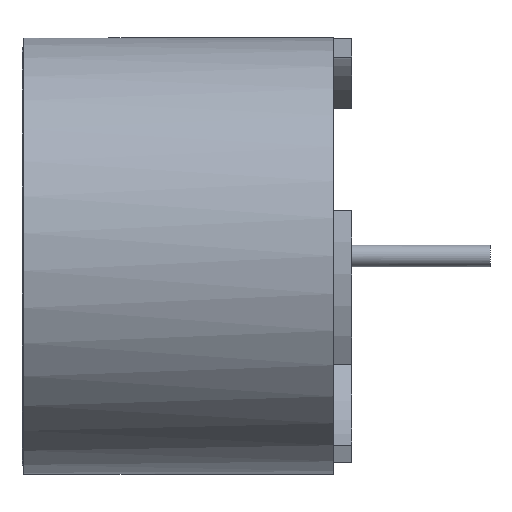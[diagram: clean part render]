
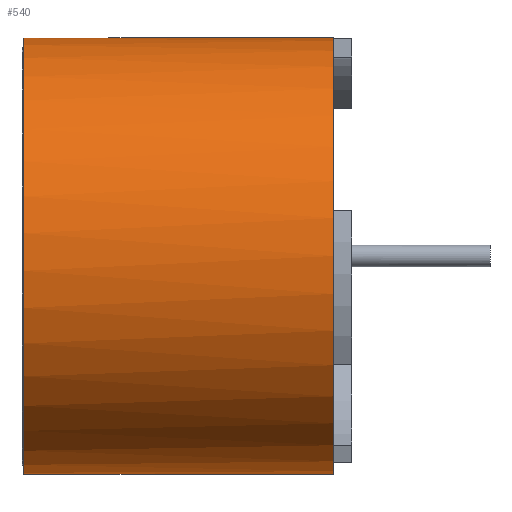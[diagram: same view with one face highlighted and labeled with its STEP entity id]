
A CAD part, left-side view. The second image highlights one B-rep face of the part: STEP entity #540.
In plain terms, the highlighted cylindrical face has radius 6 mm (diameter 12 mm), a full revolution.
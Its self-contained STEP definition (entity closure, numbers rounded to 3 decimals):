
#21=CYLINDRICAL_SURFACE('',#609,6.);
#42=FACE_OUTER_BOUND('',#80,.T.);
#80=EDGE_LOOP('',(#357,#358,#359,#360,#361,#362));
#114=CIRCLE('',#598,6.);
#116=CIRCLE('',#601,6.);
#124=CIRCLE('',#610,6.);
#125=CIRCLE('',#611,6.);
#149=LINE('',#859,#188);
#188=VECTOR('',#693,6.);
#220=VERTEX_POINT('',#821);
#221=VERTEX_POINT('',#823);
#223=VERTEX_POINT('',#829);
#237=VERTEX_POINT('',#858);
#268=EDGE_CURVE('',#220,#221,#114,.T.);
#271=EDGE_CURVE('',#223,#223,#116,.T.);
#285=EDGE_CURVE('',#223,#237,#149,.T.);
#286=EDGE_CURVE('',#221,#237,#124,.T.);
#287=EDGE_CURVE('',#237,#220,#125,.T.);
#357=ORIENTED_EDGE('',*,*,#271,.T.);
#358=ORIENTED_EDGE('',*,*,#285,.T.);
#359=ORIENTED_EDGE('',*,*,#286,.F.);
#360=ORIENTED_EDGE('',*,*,#268,.F.);
#361=ORIENTED_EDGE('',*,*,#287,.F.);
#362=ORIENTED_EDGE('',*,*,#285,.F.);
#540=ADVANCED_FACE('',(#42),#21,.T.);
#598=AXIS2_PLACEMENT_3D('',#824,#662,#663);
#601=AXIS2_PLACEMENT_3D('',#830,#669,#670);
#609=AXIS2_PLACEMENT_3D('',#857,#691,#692);
#610=AXIS2_PLACEMENT_3D('',#860,#694,#695);
#611=AXIS2_PLACEMENT_3D('',#861,#696,#697);
#662=DIRECTION('center_axis',(0.,1.,0.));
#663=DIRECTION('ref_axis',(-1.,0.,0.));
#669=DIRECTION('center_axis',(0.,1.,0.));
#670=DIRECTION('ref_axis',(-1.,0.,0.));
#691=DIRECTION('center_axis',(0.,-1.,0.));
#692=DIRECTION('ref_axis',(-1.,0.,0.));
#693=DIRECTION('',(0.,1.,0.));
#694=DIRECTION('center_axis',(0.,1.,0.));
#695=DIRECTION('ref_axis',(-1.,0.,0.));
#696=DIRECTION('center_axis',(0.,1.,0.));
#697=DIRECTION('ref_axis',(-1.,0.,0.));
#821=CARTESIAN_POINT('',(5.275,5.026,-2.847));
#823=CARTESIAN_POINT('',(5.375,5.026,2.653));
#824=CARTESIAN_POINT('Origin',(-0.007,5.026,0.));
#829=CARTESIAN_POINT('',(5.993,-3.474,0.));
#830=CARTESIAN_POINT('Origin',(-0.007,-3.474,0.));
#857=CARTESIAN_POINT('Origin',(-0.007,5.026,0.));
#858=CARTESIAN_POINT('',(5.993,5.026,0.));
#859=CARTESIAN_POINT('',(5.993,5.026,0.));
#860=CARTESIAN_POINT('Origin',(-0.007,5.026,0.));
#861=CARTESIAN_POINT('Origin',(-0.007,5.026,0.));
